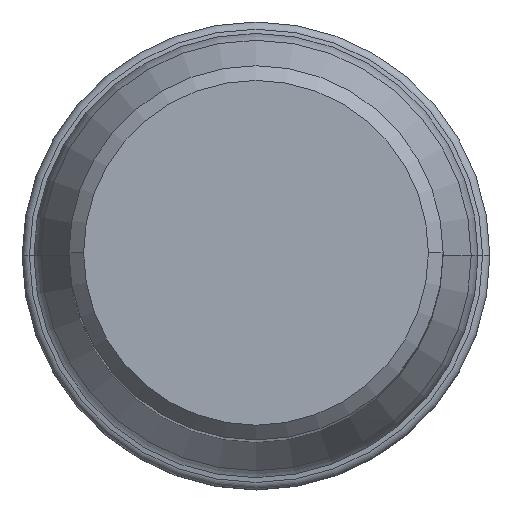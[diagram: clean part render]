
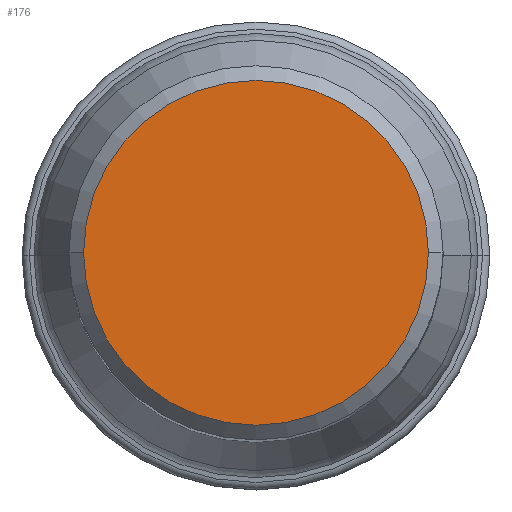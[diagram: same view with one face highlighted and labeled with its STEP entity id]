
A CAD part, top view. The second image highlights one B-rep face of the part: STEP entity #176.
In plain terms, the highlighted planar face has unit normal (0, 0, 1).
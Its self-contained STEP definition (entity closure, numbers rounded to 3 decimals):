
#30=PLANE('',#1316);
#176=ADVANCED_FACE('',(#247),#30,.F.);
#247=FACE_OUTER_BOUND('',#311,.T.);
#311=EDGE_LOOP('',(#567,#568,#569,#570));
#567=ORIENTED_EDGE('',*,*,#832,.T.);
#568=ORIENTED_EDGE('',*,*,#830,.T.);
#569=ORIENTED_EDGE('',*,*,#829,.T.);
#570=ORIENTED_EDGE('',*,*,#833,.T.);
#690=VERTEX_POINT('',#3082);
#691=VERTEX_POINT('',#3084);
#692=VERTEX_POINT('',#3086);
#693=VERTEX_POINT('',#3090);
#829=EDGE_CURVE('',#691,#690,#999,.T.);
#830=EDGE_CURVE('',#692,#691,#1000,.T.);
#832=EDGE_CURVE('',#693,#692,#1001,.T.);
#833=EDGE_CURVE('',#690,#693,#1002,.T.);
#999=CIRCLE('',#1310,11.7);
#1000=CIRCLE('',#1311,11.7);
#1001=CIRCLE('',#1313,11.7);
#1002=CIRCLE('',#1314,11.7);
#1310=AXIS2_PLACEMENT_3D('',#3083,#1633,#1634);
#1311=AXIS2_PLACEMENT_3D('',#3085,#1635,#1636);
#1313=AXIS2_PLACEMENT_3D('',#3089,#1640,#1641);
#1314=AXIS2_PLACEMENT_3D('',#3091,#1642,#1643);
#1316=AXIS2_PLACEMENT_3D('',#3093,#1646,#1647);
#1633=DIRECTION('',(0.,0.,1.));
#1634=DIRECTION('',(0.,-1.,0.));
#1635=DIRECTION('',(0.,0.,1.));
#1636=DIRECTION('',(-1.,0.,0.));
#1640=DIRECTION('',(0.,0.,1.));
#1641=DIRECTION('',(0.,1.,0.));
#1642=DIRECTION('',(0.,0.,1.));
#1643=DIRECTION('',(1.,0.,0.));
#1646=DIRECTION('',(0.,0.,-1.));
#1647=DIRECTION('',(1.,0.,0.));
#3082=CARTESIAN_POINT('',(11.7,0.,0.));
#3083=CARTESIAN_POINT('',(0.,0.,0.));
#3084=CARTESIAN_POINT('',(0.,-11.7,0.));
#3085=CARTESIAN_POINT('',(0.,0.,0.));
#3086=CARTESIAN_POINT('',(-11.7,0.,0.));
#3089=CARTESIAN_POINT('',(0.,0.,0.));
#3090=CARTESIAN_POINT('',(0.,11.7,0.));
#3091=CARTESIAN_POINT('',(0.,0.,0.));
#3093=CARTESIAN_POINT('',(0.,0.,0.));
